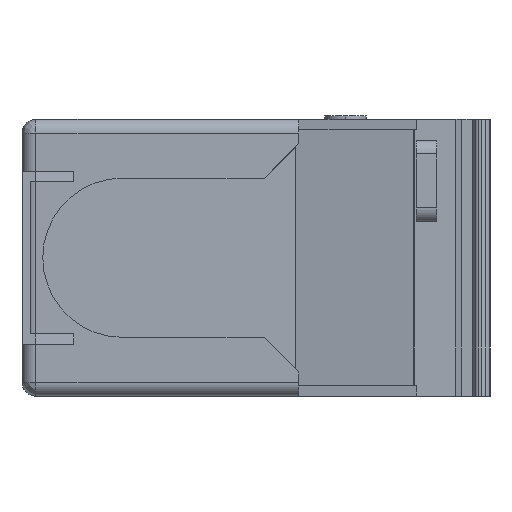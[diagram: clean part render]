
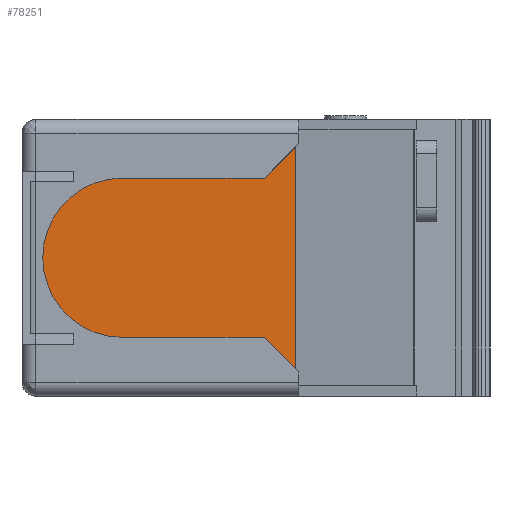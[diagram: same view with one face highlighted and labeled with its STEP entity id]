
A CAD part, left-side view. The second image highlights one B-rep face of the part: STEP entity #78251.
In plain terms, the highlighted planar face has unit normal (-1, 0, 0).
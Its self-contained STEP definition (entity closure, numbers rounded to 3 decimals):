
#765 = CARTESIAN_POINT ( 'NONE',  ( -101.28, 10.757, 18.765 ) ) ;
#1691 = DIRECTION ( 'NONE',  ( -1., 0., 0. ) ) ;
#1941 = EDGE_CURVE ( 'NONE', #15160, #64164, #74087, .T. ) ;
#5092 = DIRECTION ( 'NONE',  ( 0., -1., 0. ) ) ;
#6952 = ORIENTED_EDGE ( 'NONE', *, *, #94612, .T. ) ;
#7667 = ORIENTED_EDGE ( 'NONE', *, *, #1941, .T. ) ;
#8137 = VERTEX_POINT ( 'NONE', #765 ) ;
#8789 = CARTESIAN_POINT ( 'NONE',  ( -101.28, 6.257, 23.265 ) ) ;
#9156 = CARTESIAN_POINT ( 'NONE',  ( -101.28, 10.757, -4.235 ) ) ;
#13650 = CARTESIAN_POINT ( 'NONE',  ( -101.28, 6.257, -125.177 ) ) ;
#15160 = VERTEX_POINT ( 'NONE', #49159 ) ;
#16367 = ORIENTED_EDGE ( 'NONE', *, *, #59126, .T. ) ;
#18652 = FACE_OUTER_BOUND ( 'NONE', #40874, .T. ) ;
#20136 = VERTEX_POINT ( 'NONE', #81473 ) ;
#22643 = CARTESIAN_POINT ( 'NONE',  ( -101.28, 6.257, -4.235 ) ) ;
#23932 = VECTOR ( 'NONE', #75402, 1000. ) ;
#26626 = VECTOR ( 'NONE', #67341, 1000. ) ;
#27381 = AXIS2_PLACEMENT_3D ( 'NONE', #83439, #90984, #5092 ) ;
#31036 = PLANE ( 'NONE',  #27381 ) ;
#36189 = DIRECTION ( 'NONE',  ( 0., -0.707, -0.707 ) ) ;
#39281 = EDGE_CURVE ( 'NONE', #72572, #8137, #46600, .T. ) ;
#40874 = EDGE_LOOP ( 'NONE', ( #7667, #6952, #44197, #60415, #91495, #16367 ) ) ;
#43846 = LINE ( 'NONE', #52836, #23932 ) ;
#44197 = ORIENTED_EDGE ( 'NONE', *, *, #83414, .F. ) ;
#46530 = CARTESIAN_POINT ( 'NONE',  ( -101.28, 31.257, 7.265 ) ) ;
#46600 = LINE ( 'NONE', #97121, #26626 ) ;
#48857 = CARTESIAN_POINT ( 'NONE',  ( -101.28, 6.257, -8.735 ) ) ;
#49159 = CARTESIAN_POINT ( 'NONE',  ( -101.28, 31.257, -4.235 ) ) ;
#50650 = EDGE_CURVE ( 'NONE', #8137, #20136, #43846, .T. ) ;
#50932 = DIRECTION ( 'NONE',  ( 0., 0., -1. ) ) ;
#52412 = VECTOR ( 'NONE', #50932, 1000. ) ;
#52836 = CARTESIAN_POINT ( 'NONE',  ( -101.28, 6.257, 18.765 ) ) ;
#54023 = DIRECTION ( 'NONE',  ( 0., -1., 0. ) ) ;
#57410 = VECTOR ( 'NONE', #36189, 1000. ) ;
#58466 = CARTESIAN_POINT ( 'NONE',  ( -101.28, 10.757, -4.235 ) ) ;
#59126 = EDGE_CURVE ( 'NONE', #20136, #15160, #79190, .T. ) ;
#60415 = ORIENTED_EDGE ( 'NONE', *, *, #39281, .T. ) ;
#64164 = VERTEX_POINT ( 'NONE', #9156 ) ;
#67341 = DIRECTION ( 'NONE',  ( 0., 0.707, -0.707 ) ) ;
#67513 = DIRECTION ( 'NONE',  ( 0., -1., 0. ) ) ;
#68912 = AXIS2_PLACEMENT_3D ( 'NONE', #46530, #1691, #54023 ) ;
#71726 = VECTOR ( 'NONE', #67513, 1000. ) ;
#72572 = VERTEX_POINT ( 'NONE', #8789 ) ;
#74087 = LINE ( 'NONE', #22643, #71726 ) ;
#74640 = VERTEX_POINT ( 'NONE', #48857 ) ;
#75402 = DIRECTION ( 'NONE',  ( 0., 1., 0. ) ) ;
#76967 = LINE ( 'NONE', #13650, #52412 ) ;
#77265 = LINE ( 'NONE', #58466, #57410 ) ;
#78251 = ADVANCED_FACE ( 'NONE', ( #18652 ), #31036, .T. ) ;
#79190 = CIRCLE ( 'NONE', #68912, 11.5 ) ;
#81473 = CARTESIAN_POINT ( 'NONE',  ( -101.28, 31.257, 18.765 ) ) ;
#83414 = EDGE_CURVE ( 'NONE', #72572, #74640, #76967, .T. ) ;
#83439 = CARTESIAN_POINT ( 'NONE',  ( -101.28, 6.257, -125.177 ) ) ;
#90984 = DIRECTION ( 'NONE',  ( -1., 0., 0. ) ) ;
#91495 = ORIENTED_EDGE ( 'NONE', *, *, #50650, .T. ) ;
#94612 = EDGE_CURVE ( 'NONE', #64164, #74640, #77265, .T. ) ;
#97121 = CARTESIAN_POINT ( 'NONE',  ( -101.28, 6.257, 23.265 ) ) ;
